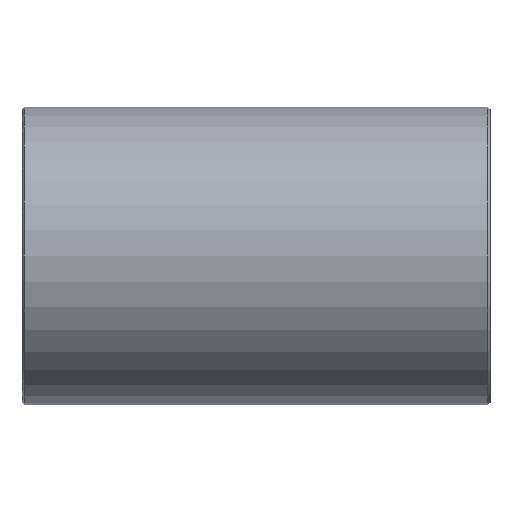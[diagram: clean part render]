
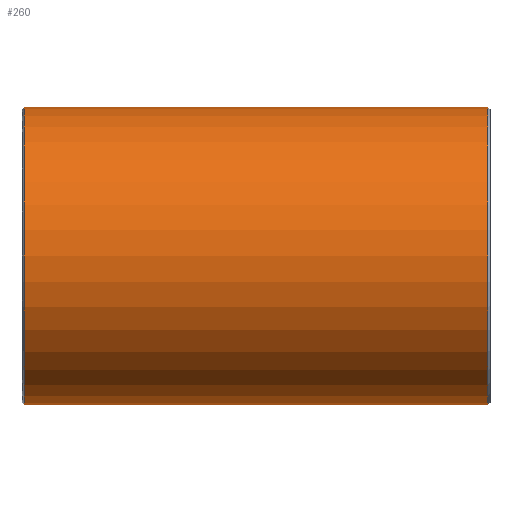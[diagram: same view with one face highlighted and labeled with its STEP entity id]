
A CAD part, front view. The second image highlights one B-rep face of the part: STEP entity #260.
In plain terms, the highlighted cylindrical face has radius 177.8 mm (diameter 355.6 mm), a partial arc.
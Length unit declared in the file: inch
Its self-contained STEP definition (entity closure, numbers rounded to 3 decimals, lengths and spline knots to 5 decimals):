
#21 = LINE ( 'NONE', #599, #182 ) ;
#22 = EDGE_CURVE ( 'NONE', #350, #703, #687, .T. ) ;
#33 = EDGE_CURVE ( 'NONE', #890, #703, #583, .T. ) ;
#45 = AXIS2_PLACEMENT_3D ( 'NONE', #564, #524, #598 ) ;
#96 = DIRECTION ( 'NONE',  ( 0., 0., -1. ) ) ;
#128 = VERTEX_POINT ( 'NONE', #572 ) ;
#153 = DIRECTION ( 'NONE',  ( -1., 0., 0. ) ) ;
#168 = ORIENTED_EDGE ( 'NONE', *, *, #915, .T. ) ;
#171 = CARTESIAN_POINT ( 'NONE',  ( 10.896, 0., -7. ) ) ;
#182 = VECTOR ( 'NONE', #153, 39.37008 ) ;
#208 = DIRECTION ( 'NONE',  ( 1., 0., 0. ) ) ;
#229 = CIRCLE ( 'NONE', #732, 7. ) ;
#260 = ADVANCED_FACE ( 'NONE', ( #659 ), #943, .T. ) ;
#268 = ORIENTED_EDGE ( 'NONE', *, *, #22, .T. ) ;
#326 = CARTESIAN_POINT ( 'NONE',  ( -10.896, 0., 7. ) ) ;
#327 = EDGE_LOOP ( 'NONE', ( #923, #489, #168, #268 ) ) ;
#350 = VERTEX_POINT ( 'NONE', #326 ) ;
#426 = DIRECTION ( 'NONE',  ( 0., 0., 1. ) ) ;
#468 = CARTESIAN_POINT ( 'NONE',  ( 10.896, 0., 0. ) ) ;
#489 = ORIENTED_EDGE ( 'NONE', *, *, #748, .T. ) ;
#505 = CARTESIAN_POINT ( 'NONE',  ( -10.896, 0., 0. ) ) ;
#524 = DIRECTION ( 'NONE',  ( -1., 0., 0. ) ) ;
#535 = VECTOR ( 'NONE', #865, 39.37008 ) ;
#564 = CARTESIAN_POINT ( 'NONE',  ( 11., 0., 0. ) ) ;
#572 = CARTESIAN_POINT ( 'NONE',  ( 10.896, 0., 7. ) ) ;
#583 = LINE ( 'NONE', #929, #535 ) ;
#598 = DIRECTION ( 'NONE',  ( 0., 0., 1. ) ) ;
#599 = CARTESIAN_POINT ( 'NONE',  ( 11., 0., 7. ) ) ;
#659 = FACE_OUTER_BOUND ( 'NONE', #327, .T. ) ;
#681 = CARTESIAN_POINT ( 'NONE',  ( -10.896, 0., -7. ) ) ;
#687 = CIRCLE ( 'NONE', #859, 7. ) ;
#703 = VERTEX_POINT ( 'NONE', #681 ) ;
#732 = AXIS2_PLACEMENT_3D ( 'NONE', #468, #773, #96 ) ;
#748 = EDGE_CURVE ( 'NONE', #890, #128, #229, .T. ) ;
#773 = DIRECTION ( 'NONE',  ( -1., 0., 0. ) ) ;
#859 = AXIS2_PLACEMENT_3D ( 'NONE', #505, #208, #426 ) ;
#865 = DIRECTION ( 'NONE',  ( -1., 0., 0. ) ) ;
#890 = VERTEX_POINT ( 'NONE', #171 ) ;
#915 = EDGE_CURVE ( 'NONE', #128, #350, #21, .T. ) ;
#923 = ORIENTED_EDGE ( 'NONE', *, *, #33, .F. ) ;
#929 = CARTESIAN_POINT ( 'NONE',  ( 11., 0., -7. ) ) ;
#943 = CYLINDRICAL_SURFACE ( 'NONE', #45, 7. ) ;
